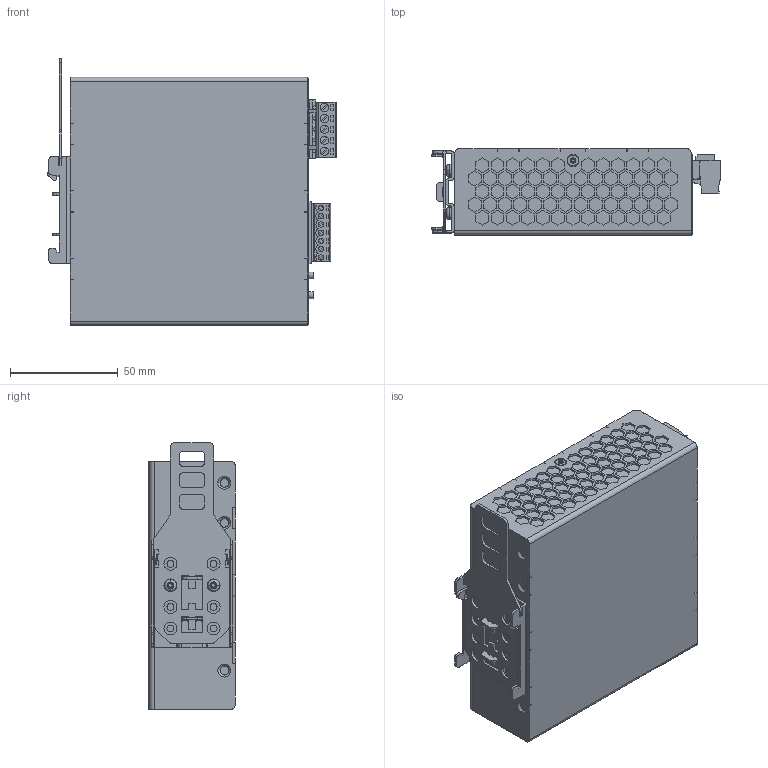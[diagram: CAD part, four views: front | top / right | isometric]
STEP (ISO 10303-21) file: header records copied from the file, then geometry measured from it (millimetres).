
FILE_DESCRIPTION(('HOOPS Exchange Step'),'2;1');
FILE_NAME('export-E2672A84-B122-4912-B009-43C0B2C66019.stp','2025-04-18T17:25:17+02:00',('Engineering'),('Alibre'),'HOOPS Exchange 2024.5','Alibre','Unknown authorisation');
FILE_SCHEMA( ('AP242_MANAGED_MODEL_BASED_3D_ENGINEERING_MIM_LF {1 0 10303 442 1 1 4 }') );
Length unit declared in the file: millimetre
Products named in the file (1): 7234 MBC2K 24-100VDC - 2kW Brake Resistor Chopper Controller
Bounding box: 133.8 x 40 x 123.7 mm (x, y, z)
Volume: 512663.7 mm3; surface area: 60017.2 mm2
Topology: 1 solids, 9 shells, 2198 faces, 5923 edges, 3899 vertices
Faces by surface type: plane 1809, cylinder 326, cone 41, bspline 16, torus 4, sphere 2
Entity records: 69745 total; most frequent: CARTESIAN_POINT 13284, ORIENTED_EDGE 11842, DIRECTION 11001, EDGE_CURVE 5921, VECTOR 4979, LINE 4979, VERTEX_POINT 3899, AXIS2_PLACEMENT_3D 3011
